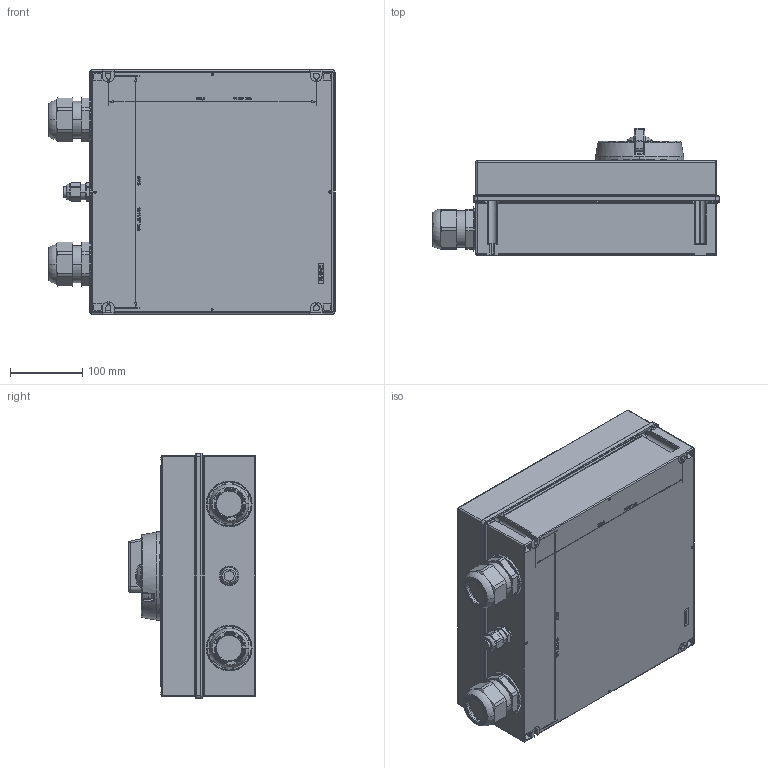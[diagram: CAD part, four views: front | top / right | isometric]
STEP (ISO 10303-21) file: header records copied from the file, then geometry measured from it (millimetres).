
FILE_DESCRIPTION (( 'STEP AP203' ), '1' );
FILE_NAME ('8537_2-706-7___.STEP', '2014-10-02T11:33:47', ( '' ), ( '' ), 'SwSTEP 2.0', 'SolidWorks 2014', '' );
FILE_SCHEMA (( 'CONFIG_CONTROL_DESIGN' ));
Length unit declared in the file: millimetre
Products named in the file (37): 81_610_95_01_0_M50_Vereinfacht; 506_537_0; 82s719_01_78_0; 81_460_50_05_0; 81_610_77_01_0_Stutzen; 502_629_0_Standard M4x12; 515_643_0; 509_642_0; 81_610_77_01_0_Dichtung; Alt-86_048_50_16_0_86_048_51_16_0 (167071) sw-sw Sicherheitsschalter; DIN EN 28734 - A (DIN 6325).SLDPRT_2 x 10; 509_642_0_1_montiert; 81_610_77_01_0_Hutmutter_Vereinfacht; 81_610_95_01_0_229951_Stutzen_Vereinfacht; 85_370_03_16_0_85_370_03_16_0 sw-sw; 81_469_50_04_0_Vereinfacht; Anschlussgewindedichtung_M20; 81_610_95_01_0_229951_Dichtung; 85_379_01_78_0; Alt-86_049_03_14_0_86_049_03_14_0 schwarz; 81_469_01_91_0; 81_619_01_59_0_81_619_03_59_0; 81_610_95_01_0_229951_Hutmutter_Kennzeichnung; 85_379_03_52_0; 80_409_01_50_0; 81_610_30_37_0_Vereinfacht; Anschlussgewindedichtung_M50; 82_719_01_55_0; Alt-86_049_03_14_0; 81_469_39_05_0; 8537_2-706-7___; Staubschutzkappe_M50; 82_719_02_52_0; Alt-86_049_03_16_0_82_719_05_16_0 sw Sicherheitsschalter ohne Text; 81_460_50_05_0_Dichtung
Assembly tree (49 placements, depth 5):
  8537_2-706-7___
    81_469_50_04_0_Vereinfacht
      81_469_50_04_0_Vereinfacht
      81_469_01_91_0  x4
    81_460_50_05_0
      81_469_39_05_0
      81_460_50_05_0_Dichtung
    509_642_0  x4
      509_642_0
      509_642_0_1_montiert
    Alt-86_048_50_16_0_86_048_51_16_0 (167071) sw-sw Sicherheitsschalter
      85_370_03_16_0_85_370_03_16_0 sw-sw
        Alt-86_049_03_14_0
          Alt-86_049_03_14_0_86_049_03_14_0 schwarz
          80_409_01_50_0  x3
        Alt-86_049_03_16_0_82_719_05_16_0 sw Sicherheitsschalter ohne Text
        82s719_01_78_0
        515_643_0
        DIN EN 28734 - A (DIN 6325).SLDPRT_2 x 10
      85_379_01_78_0
      85_379_03_52_0
      82_719_01_55_0
      82_719_02_52_0
      506_537_0  x3
      502_629_0_Standard M4x12  x3
    81_610_95_01_0_M50_Vereinfacht  x2
      81_610_95_01_0_229951_Stutzen_Vereinfacht
      81_610_95_01_0_229951_Dichtung
      81_610_95_01_0_229951_Hutmutter_Kennzeichnung
      Anschlussgewindedichtung_M50
      Staubschutzkappe_M50
    81_610_30_37_0_Vereinfacht
      81_610_77_01_0_Stutzen
      81_610_77_01_0_Dichtung
      81_610_77_01_0_Hutmutter_Vereinfacht
      Anschlussgewindedichtung_M20
      81_619_01_59_0_81_619_03_59_0
Bounding box: 396.94 x 176 x 340.5 mm (x, y, z)
Volume: 2025437 mm3; surface area: 1077053.8 mm2
Topology: 50 solids, 50 shells, 6305 faces, 16528 edges, 10704 vertices
Faces by surface type: plane 3543, bspline 1265, cylinder 780, cone 440, torus 246, sphere 31
Entity records: 191060 total; most frequent: CARTESIAN_POINT 79984, ORIENTED_EDGE 23930, DIRECTION 19033, EDGE_CURVE 11965, VERTEX_POINT 7738, LINE 7431, VECTOR 7431, AXIS2_PLACEMENT_3D 5801
